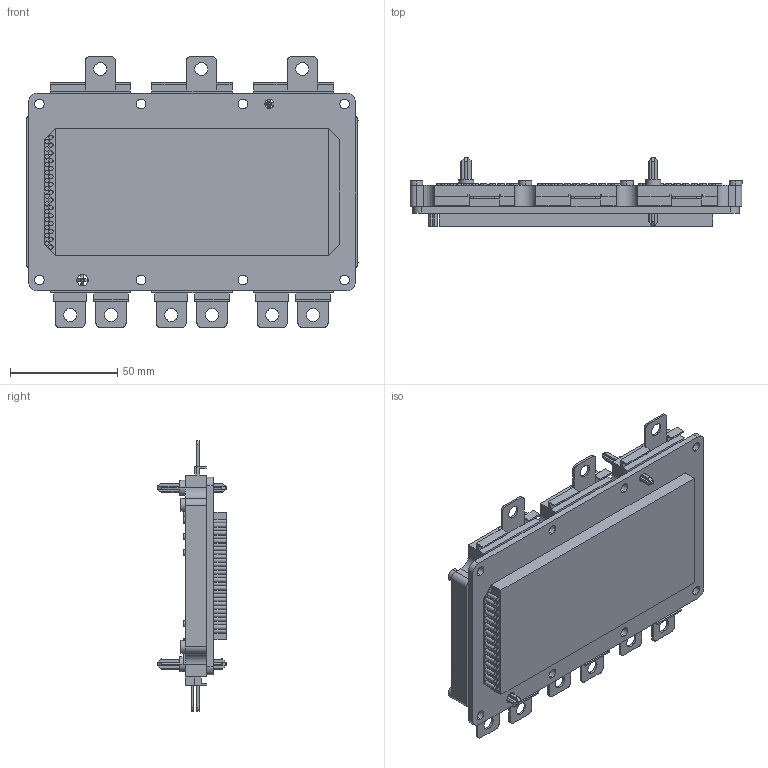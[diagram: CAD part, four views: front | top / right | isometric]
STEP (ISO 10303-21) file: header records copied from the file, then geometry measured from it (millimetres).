
FILE_DESCRIPTION (( 'STEP AP214' ), '1' );
FILE_NAME ('Starpower GD820HTX75P6HB.STEP', '2023-01-16T15:06:38', ( '' ), ( '' ), 'SwSTEP 2.0', 'SolidWorks 2020', '' );
FILE_SCHEMA (( 'AUTOMOTIVE_DESIGN' ));
Length unit declared in the file: millimetre
Products named in the file (1): Starpower GD820HTX75P6HB
Bounding box: 154.5 x 32.25 x 126 mm (x, y, z)
Volume: 216404.7 mm3; surface area: 56922 mm2
Topology: 3 solids, 3 shells, 1148 faces, 2893 edges, 1904 vertices
Faces by surface type: plane 703, cylinder 423, cone 12, torus 10
Entity records: 47356 total; most frequent: CARTESIAN_POINT 6381, DIRECTION 5966, ORIENTED_EDGE 5786, EDGE_CURVE 2893, AXIS2_PLACEMENT_3D 2039, VERTEX_POINT 1904, VECTOR 1888, LINE 1888
